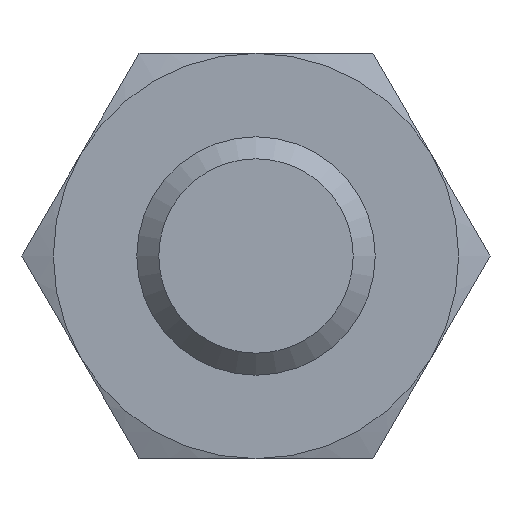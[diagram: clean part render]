
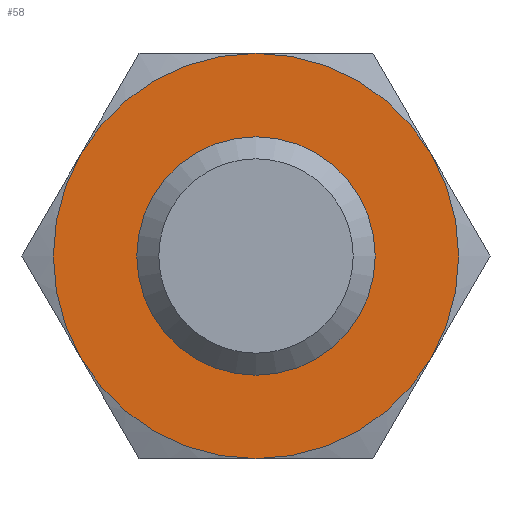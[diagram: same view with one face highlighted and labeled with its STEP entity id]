
A CAD part, front view. The second image highlights one B-rep face of the part: STEP entity #58.
In plain terms, the highlighted planar face has unit normal (0, -1, 0).
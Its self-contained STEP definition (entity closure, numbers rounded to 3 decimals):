
#58 = ADVANCED_FACE( '', ( #132, #133 ), #134, .F. );
#132 = FACE_BOUND( '', #223, .T. );
#133 = FACE_OUTER_BOUND( '', #224, .T. );
#134 = PLANE( '', #225 );
#223 = EDGE_LOOP( '', ( #325 ) );
#224 = EDGE_LOOP( '', ( #326, #327, #328, #329, #330, #331 ) );
#225 = AXIS2_PLACEMENT_3D( '', #332, #333, #334 );
#325 = ORIENTED_EDGE( '', *, *, #512, .F. );
#326 = ORIENTED_EDGE( '', *, *, #513, .T. );
#327 = ORIENTED_EDGE( '', *, *, #514, .T. );
#328 = ORIENTED_EDGE( '', *, *, #506, .T. );
#329 = ORIENTED_EDGE( '', *, *, #515, .T. );
#330 = ORIENTED_EDGE( '', *, *, #516, .T. );
#331 = ORIENTED_EDGE( '', *, *, #517, .T. );
#332 = CARTESIAN_POINT( '', ( 8.5, 0., 0. ) );
#333 = DIRECTION( '', ( 0., 1., 0. ) );
#334 = DIRECTION( '', ( 0., 0., 1. ) );
#506 = EDGE_CURVE( '', #589, #572, #590, .T. );
#512 = EDGE_CURVE( '', #598, #598, #599, .T. );
#513 = EDGE_CURVE( '', #600, #601, #602, .T. );
#514 = EDGE_CURVE( '', #601, #589, #603, .T. );
#515 = EDGE_CURVE( '', #572, #604, #605, .T. );
#516 = EDGE_CURVE( '', #604, #606, #607, .T. );
#517 = EDGE_CURVE( '', #606, #600, #608, .T. );
#572 = VERTEX_POINT( '', #677 );
#589 = VERTEX_POINT( '', #725 );
#590 = CIRCLE( '', #726, 8.5 );
#598 = VERTEX_POINT( '', #739 );
#599 = CIRCLE( '', #740, 3.85 );
#600 = VERTEX_POINT( '', #741 );
#601 = VERTEX_POINT( '', #742 );
#602 = CIRCLE( '', #743, 8.5 );
#603 = CIRCLE( '', #744, 8.5 );
#604 = VERTEX_POINT( '', #745 );
#605 = CIRCLE( '', #746, 8.5 );
#606 = VERTEX_POINT( '', #747 );
#607 = CIRCLE( '', #748, 8.5 );
#608 = CIRCLE( '', #749, 8.5 );
#677 = CARTESIAN_POINT( '', ( 0., 0., 8.5 ) );
#725 = CARTESIAN_POINT( '', ( 7.361, 0., 4.25 ) );
#726 = AXIS2_PLACEMENT_3D( '', #907, #908, #909 );
#739 = CARTESIAN_POINT( '', ( 0., 0., -3.85 ) );
#740 = AXIS2_PLACEMENT_3D( '', #916, #917, #918 );
#741 = CARTESIAN_POINT( '', ( 0., 0., -8.5 ) );
#742 = CARTESIAN_POINT( '', ( 7.361, 0., -4.25 ) );
#743 = AXIS2_PLACEMENT_3D( '', #919, #920, #921 );
#744 = AXIS2_PLACEMENT_3D( '', #922, #923, #924 );
#745 = CARTESIAN_POINT( '', ( -7.361, 0., 4.25 ) );
#746 = AXIS2_PLACEMENT_3D( '', #925, #926, #927 );
#747 = CARTESIAN_POINT( '', ( -7.361, 0., -4.25 ) );
#748 = AXIS2_PLACEMENT_3D( '', #928, #929, #930 );
#749 = AXIS2_PLACEMENT_3D( '', #931, #932, #933 );
#907 = CARTESIAN_POINT( '', ( 0., 0., 0. ) );
#908 = DIRECTION( '', ( 0., -1., 0. ) );
#909 = DIRECTION( '', ( 0., 0., -1. ) );
#916 = CARTESIAN_POINT( '', ( 0., 0., 0. ) );
#917 = DIRECTION( '', ( 0., -1., 0. ) );
#918 = DIRECTION( '', ( 0., 0., -1. ) );
#919 = CARTESIAN_POINT( '', ( 0., 0., 0. ) );
#920 = DIRECTION( '', ( 0., -1., 0. ) );
#921 = DIRECTION( '', ( 0., 0., -1. ) );
#922 = CARTESIAN_POINT( '', ( 0., 0., 0. ) );
#923 = DIRECTION( '', ( 0., -1., 0. ) );
#924 = DIRECTION( '', ( 0., 0., -1. ) );
#925 = CARTESIAN_POINT( '', ( 0., 0., 0. ) );
#926 = DIRECTION( '', ( 0., -1., 0. ) );
#927 = DIRECTION( '', ( 0., 0., -1. ) );
#928 = CARTESIAN_POINT( '', ( 0., 0., 0. ) );
#929 = DIRECTION( '', ( 0., -1., 0. ) );
#930 = DIRECTION( '', ( 0., 0., -1. ) );
#931 = CARTESIAN_POINT( '', ( 0., 0., 0. ) );
#932 = DIRECTION( '', ( 0., -1., 0. ) );
#933 = DIRECTION( '', ( 0., 0., -1. ) );
